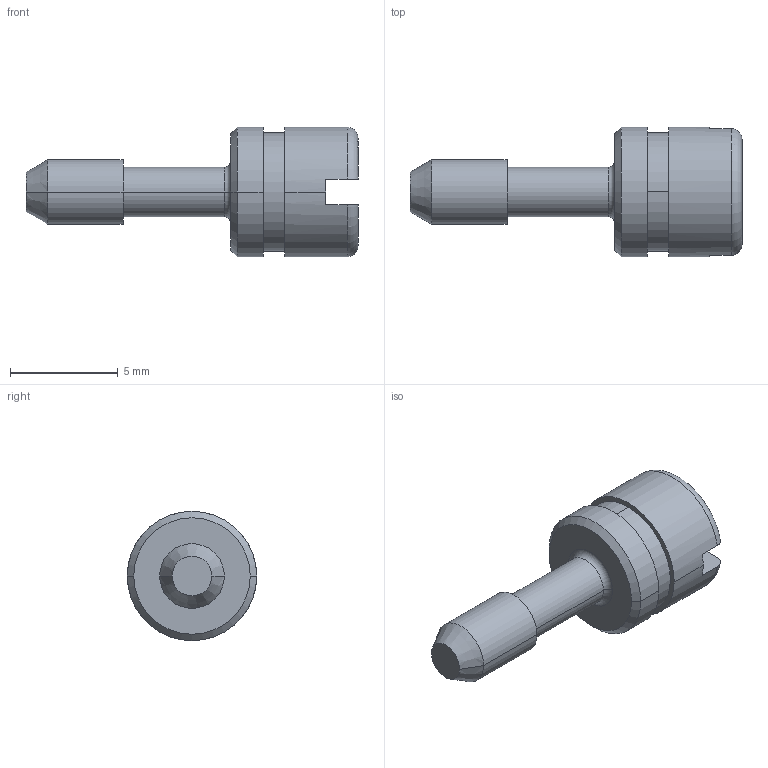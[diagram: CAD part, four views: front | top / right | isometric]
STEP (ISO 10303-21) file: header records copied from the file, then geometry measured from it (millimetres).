
FILE_DESCRIPTION(('Creo Elements/Direct Modeling STEP Export'),'2;1');
FILE_NAME('CR 72 CX D.stp','2012-02-01T11:03:13',(''),(''),'Creo Elements/Direct Modeling STEP processor for AP214 (Solid Model)','Creo Elements/Direct Modeling 17.0D 15-Jul-2011 (C) Parametric Technology GmbH','');
FILE_SCHEMA(('AUTOMOTIVE_DESIGN { 1 0 10303 214 1 1 1 1 }'));
Length unit declared in the file: millimetre
Products named in the file (1): CR_72_CX_D
Bounding box: 15.4 x 6 x 6 mm (x, y, z)
Volume: 200.3 mm3; surface area: 260.4 mm2
Topology: 1 solids, 1 shells, 28 faces, 60 edges, 38 vertices
Faces by surface type: plane 10, cylinder 10, cone 4, torus 4
Entity records: 1126 total; most frequent: CARTESIAN_POINT 313, ORIENTED_EDGE 120, DIRECTION 112, EDGE_CURVE 60, AXIS2_PLACEMENT_3D 45, VERTEX_POINT 38, EDGE_LOOP 32, COLOUR_RGB 29
